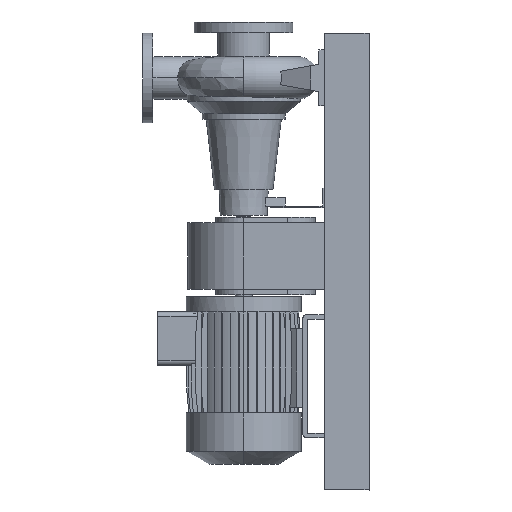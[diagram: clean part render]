
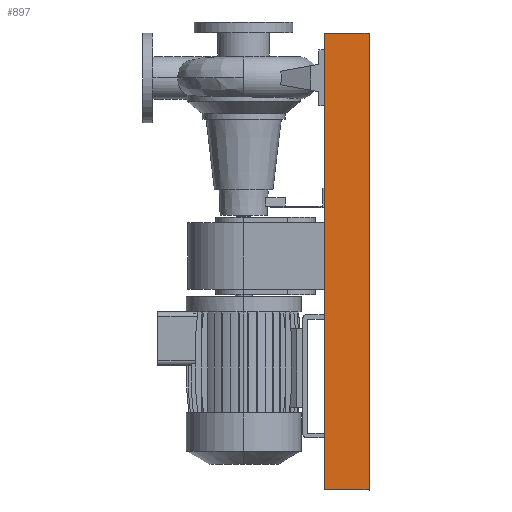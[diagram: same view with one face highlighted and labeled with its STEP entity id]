
A CAD part, left-side view. The second image highlights one B-rep face of the part: STEP entity #897.
In plain terms, the highlighted planar face has unit normal (-1, 0, 0).
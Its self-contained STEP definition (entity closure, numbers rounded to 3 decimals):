
#326 = VERTEX_POINT ( 'NONE', #592 ) ;
#592 = CARTESIAN_POINT ( 'NONE',  ( -175., 50., 510. ) ) ;
#897 = ADVANCED_FACE ( 'NONE', ( #1090 ), #17120, .T. ) ;
#1059 = ORIENTED_EDGE ( 'NONE', *, *, #7873, .T. ) ;
#1090 = FACE_OUTER_BOUND ( 'NONE', #17266, .T. ) ;
#1607 = DIRECTION ( 'NONE',  ( 0., -1., 0. ) ) ;
#1707 = CARTESIAN_POINT ( 'NONE',  ( -175., -50., -510. ) ) ;
#2332 = ORIENTED_EDGE ( 'NONE', *, *, #18575, .T. ) ;
#2809 = CARTESIAN_POINT ( 'NONE',  ( -175., 50., -510. ) ) ;
#2842 = VECTOR ( 'NONE', #7614, 1000. ) ;
#6275 = ORIENTED_EDGE ( 'NONE', *, *, #16710, .F. ) ;
#6398 = CARTESIAN_POINT ( 'NONE',  ( -175., -50., -510. ) ) ;
#6845 = DIRECTION ( 'NONE',  ( 0., 0., 1. ) ) ;
#7258 = VECTOR ( 'NONE', #17783, 1000. ) ;
#7522 = VERTEX_POINT ( 'NONE', #6398 ) ;
#7553 = DIRECTION ( 'NONE',  ( -1., 0., 0. ) ) ;
#7614 = DIRECTION ( 'NONE',  ( 0., 0., 1. ) ) ;
#7811 = LINE ( 'NONE', #9812, #2842 ) ;
#7873 = EDGE_CURVE ( 'NONE', #12164, #7522, #11467, .T. ) ;
#8530 = LINE ( 'NONE', #17989, #7258 ) ;
#9812 = CARTESIAN_POINT ( 'NONE',  ( -175., 50., -510. ) ) ;
#10009 = CARTESIAN_POINT ( 'NONE',  ( -175., -50., 510. ) ) ;
#11171 = VERTEX_POINT ( 'NONE', #10009 ) ;
#11467 = LINE ( 'NONE', #1707, #17944 ) ;
#12134 = CARTESIAN_POINT ( 'NONE',  ( -175., -50., -510. ) ) ;
#12164 = VERTEX_POINT ( 'NONE', #2809 ) ;
#14646 = EDGE_CURVE ( 'NONE', #12164, #326, #7811, .T. ) ;
#14817 = CARTESIAN_POINT ( 'NONE',  ( -175., -50., -510. ) ) ;
#15139 = LINE ( 'NONE', #14817, #19514 ) ;
#15514 = ORIENTED_EDGE ( 'NONE', *, *, #14646, .F. ) ;
#16710 = EDGE_CURVE ( 'NONE', #326, #11171, #8530, .T. ) ;
#17120 = PLANE ( 'NONE',  #20405 ) ;
#17266 = EDGE_LOOP ( 'NONE', ( #6275, #15514, #1059, #2332 ) ) ;
#17425 = DIRECTION ( 'NONE',  ( 0., 0., 1. ) ) ;
#17783 = DIRECTION ( 'NONE',  ( 0., -1., 0. ) ) ;
#17944 = VECTOR ( 'NONE', #1607, 1000. ) ;
#17989 = CARTESIAN_POINT ( 'NONE',  ( -175., -50., 510. ) ) ;
#18575 = EDGE_CURVE ( 'NONE', #7522, #11171, #15139, .T. ) ;
#19514 = VECTOR ( 'NONE', #6845, 1000. ) ;
#20405 = AXIS2_PLACEMENT_3D ( 'NONE', #12134, #7553, #17425 ) ;
